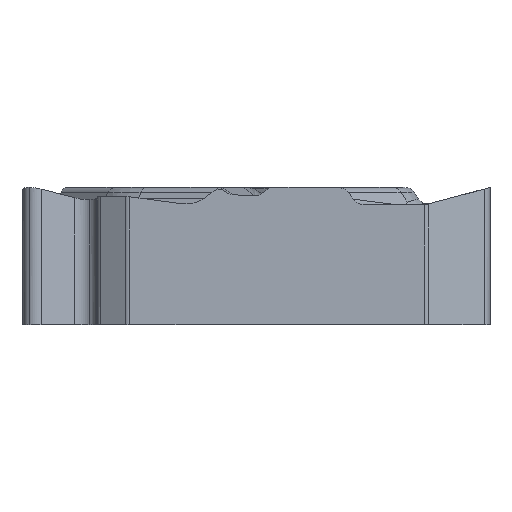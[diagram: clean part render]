
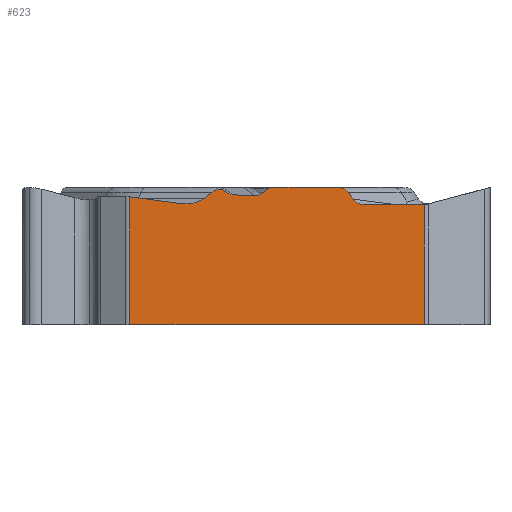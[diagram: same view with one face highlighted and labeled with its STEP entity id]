
A CAD part, left-side view. The second image highlights one B-rep face of the part: STEP entity #623.
In plain terms, the highlighted planar face has unit normal (-1, 0, 0).
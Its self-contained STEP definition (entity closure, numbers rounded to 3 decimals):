
#59=PLANE('',#2196);
#103=FACE_OUTER_BOUND('',#802,.T.);
#214=ELLIPSE('',#2190,0.338,0.32);
#215=ELLIPSE('',#2191,0.39,0.32);
#216=ELLIPSE('',#2192,0.377,0.32);
#217=ELLIPSE('',#2193,0.167,0.15);
#218=ELLIPSE('',#2194,0.64,0.32);
#219=ELLIPSE('',#2195,0.64,0.32);
#274=LINE('',#3442,#445);
#275=LINE('',#3445,#446);
#276=LINE('',#3449,#447);
#277=LINE('',#3453,#448);
#278=LINE('',#3457,#449);
#279=LINE('',#3461,#450);
#280=LINE('',#3474,#451);
#281=LINE('',#3490,#452);
#282=LINE('',#3508,#453);
#283=LINE('',#3512,#454);
#284=LINE('',#3514,#455);
#445=VECTOR('',#2411,1.);
#446=VECTOR('',#2412,1.);
#447=VECTOR('',#2415,1.);
#448=VECTOR('',#2418,1.);
#449=VECTOR('',#2421,1.);
#450=VECTOR('',#2424,1.);
#451=VECTOR('',#2425,1.);
#452=VECTOR('',#2426,1.);
#453=VECTOR('',#2429,1.);
#454=VECTOR('',#2432,1.);
#455=VECTOR('',#2433,1.);
#623=ADVANCED_FACE('',(#103),#59,.F.);
#802=EDGE_LOOP('',(#925,#926,#927,#928,#929,#930,#931,#932,#933,#934,#935,
#936,#937,#938,#939,#940,#941,#942,#943,#944));
#925=ORIENTED_EDGE('',*,*,#1756,.F.);
#926=ORIENTED_EDGE('',*,*,#1757,.T.);
#927=ORIENTED_EDGE('',*,*,#1758,.T.);
#928=ORIENTED_EDGE('',*,*,#1759,.F.);
#929=ORIENTED_EDGE('',*,*,#1760,.T.);
#930=ORIENTED_EDGE('',*,*,#1761,.T.);
#931=ORIENTED_EDGE('',*,*,#1762,.F.);
#932=ORIENTED_EDGE('',*,*,#1763,.F.);
#933=ORIENTED_EDGE('',*,*,#1764,.F.);
#934=ORIENTED_EDGE('',*,*,#1765,.T.);
#935=ORIENTED_EDGE('',*,*,#1766,.T.);
#936=ORIENTED_EDGE('',*,*,#1767,.T.);
#937=ORIENTED_EDGE('',*,*,#1768,.T.);
#938=ORIENTED_EDGE('',*,*,#1769,.T.);
#939=ORIENTED_EDGE('',*,*,#1770,.F.);
#940=ORIENTED_EDGE('',*,*,#1771,.F.);
#941=ORIENTED_EDGE('',*,*,#1772,.F.);
#942=ORIENTED_EDGE('',*,*,#1773,.T.);
#943=ORIENTED_EDGE('',*,*,#1774,.T.);
#944=ORIENTED_EDGE('',*,*,#1775,.T.);
#1553=VERTEX_POINT('',#3443);
#1554=VERTEX_POINT('',#3444);
#1555=VERTEX_POINT('',#3446);
#1556=VERTEX_POINT('',#3448);
#1557=VERTEX_POINT('',#3450);
#1558=VERTEX_POINT('',#3452);
#1559=VERTEX_POINT('',#3454);
#1560=VERTEX_POINT('',#3456);
#1561=VERTEX_POINT('',#3458);
#1562=VERTEX_POINT('',#3460);
#1563=VERTEX_POINT('',#3462);
#1564=VERTEX_POINT('',#3473);
#1565=VERTEX_POINT('',#3475);
#1566=VERTEX_POINT('',#3489);
#1567=VERTEX_POINT('',#3491);
#1568=VERTEX_POINT('',#3505);
#1569=VERTEX_POINT('',#3507);
#1570=VERTEX_POINT('',#3509);
#1571=VERTEX_POINT('',#3511);
#1572=VERTEX_POINT('',#3513);
#1756=EDGE_CURVE('',#1553,#1554,#274,.T.);
#1757=EDGE_CURVE('',#1553,#1555,#275,.T.);
#1758=EDGE_CURVE('',#1555,#1556,#214,.T.);
#1759=EDGE_CURVE('',#1557,#1556,#276,.T.);
#1760=EDGE_CURVE('',#1557,#1558,#215,.T.);
#1761=EDGE_CURVE('',#1558,#1559,#277,.T.);
#1762=EDGE_CURVE('',#1560,#1559,#216,.T.);
#1763=EDGE_CURVE('',#1561,#1560,#278,.T.);
#1764=EDGE_CURVE('',#1562,#1561,#217,.T.);
#1765=EDGE_CURVE('',#1562,#1563,#279,.T.);
#1766=EDGE_CURVE('',#1563,#1564,#2132,.T.);
#1767=EDGE_CURVE('',#1564,#1565,#280,.T.);
#1768=EDGE_CURVE('',#1565,#1566,#2133,.T.);
#1769=EDGE_CURVE('',#1566,#1567,#281,.T.);
#1770=EDGE_CURVE('',#1568,#1567,#2134,.T.);
#1771=EDGE_CURVE('',#1569,#1568,#218,.T.);
#1772=EDGE_CURVE('',#1570,#1569,#282,.T.);
#1773=EDGE_CURVE('',#1570,#1571,#219,.T.);
#1774=EDGE_CURVE('',#1571,#1572,#283,.T.);
#1775=EDGE_CURVE('',#1572,#1554,#284,.T.);
#2132=B_SPLINE_CURVE_WITH_KNOTS('',3,(#3463,#3464,#3465,#3466,#3467,#3468,
#3469,#3470,#3471,#3472),.UNSPECIFIED.,.F.,.F.,(4,3,3,4),(0.,0.474,
0.706,1.),.UNSPECIFIED.);
#2133=B_SPLINE_CURVE_WITH_KNOTS('',3,(#3476,#3477,#3478,#3479,#3480,#3481,
#3482,#3483,#3484,#3485,#3486,#3487,#3488),.UNSPECIFIED.,.F.,.F.,(4,3,3,
3,4),(0.,0.25,0.499,0.746,1.),
 .UNSPECIFIED.);
#2134=B_SPLINE_CURVE_WITH_KNOTS('',3,(#3492,#3493,#3494,#3495,#3496,#3497,
#3498,#3499,#3500,#3501,#3502,#3503,#3504),.UNSPECIFIED.,.F.,.F.,(4,3,3,
3,4),(0.,0.263,0.524,0.907,1.),
 .UNSPECIFIED.);
#2190=AXIS2_PLACEMENT_3D('',#3447,#2413,#2414);
#2191=AXIS2_PLACEMENT_3D('',#3451,#2416,#2417);
#2192=AXIS2_PLACEMENT_3D('',#3455,#2419,#2420);
#2193=AXIS2_PLACEMENT_3D('',#3459,#2422,#2423);
#2194=AXIS2_PLACEMENT_3D('',#3506,#2427,#2428);
#2195=AXIS2_PLACEMENT_3D('',#3510,#2430,#2431);
#2196=AXIS2_PLACEMENT_3D('',#3515,#2434,#2435);
#2411=DIRECTION('',(0.,1.,0.));
#2412=DIRECTION('',(0.,0.,1.));
#2413=DIRECTION('',(1.,0.,0.));
#2414=DIRECTION('',(0.,0.966,-0.259));
#2415=DIRECTION('',(0.,-1.,0.));
#2416=DIRECTION('',(1.,0.,0.));
#2417=DIRECTION('',(0.,0.992,0.125));
#2418=DIRECTION('',(0.,0.608,0.794));
#2419=DIRECTION('',(1.,0.,0.));
#2420=DIRECTION('',(0.,1.,0.));
#2421=DIRECTION('',(0.,-1.,0.));
#2422=DIRECTION('',(1.,0.,0.));
#2423=DIRECTION('',(0.,1.,0.));
#2424=DIRECTION('',(0.,0.794,-0.608));
#2425=DIRECTION('',(0.,0.999,0.049));
#2426=DIRECTION('',(0.,0.757,0.653));
#2427=DIRECTION('',(1.,0.,0.));
#2428=DIRECTION('',(0.,1.,0.));
#2429=DIRECTION('',(0.,-0.792,0.61));
#2430=DIRECTION('',(1.,0.,0.));
#2431=DIRECTION('',(0.,-1.,0.));
#2432=DIRECTION('',(0.,0.991,0.133));
#2433=DIRECTION('',(0.,0.,-1.));
#2434=DIRECTION('',(1.,0.,0.));
#2435=DIRECTION('',(0.,1.,0.));
#3442=CARTESIAN_POINT('',(-4.763,-7.335,-3.97));
#3443=CARTESIAN_POINT('',(-4.762,-5.,-3.97));
#3444=CARTESIAN_POINT('',(-4.763,3.531,-3.97));
#3445=CARTESIAN_POINT('',(-4.762,-5.,0.));
#3446=CARTESIAN_POINT('',(-4.762,-5.,-0.5));
#3447=CARTESIAN_POINT('',(-4.762,-4.996,-0.179));
#3448=CARTESIAN_POINT('',(-4.762,-4.987,-0.5));
#3449=CARTESIAN_POINT('',(-4.763,7.335,-0.5));
#3450=CARTESIAN_POINT('',(-4.763,-3.29,-0.5));
#3451=CARTESIAN_POINT('',(-4.763,-3.271,-0.179));
#3452=CARTESIAN_POINT('',(-4.763,-2.945,-0.341));
#3453=CARTESIAN_POINT('',(-4.763,1.019,4.836));
#3454=CARTESIAN_POINT('',(-4.763,-2.796,-0.146));
#3455=CARTESIAN_POINT('',(-4.763,-2.479,-0.32));
#3456=CARTESIAN_POINT('',(-4.763,-2.479,0.));
#3457=CARTESIAN_POINT('',(-4.763,7.335,0.));
#3458=CARTESIAN_POINT('',(-4.763,-0.581,0.));
#3459=CARTESIAN_POINT('',(-4.763,-0.581,-0.15));
#3460=CARTESIAN_POINT('',(-4.763,-0.473,-0.036));
#3461=CARTESIAN_POINT('',(-4.763,4.43,-3.792));
#3462=CARTESIAN_POINT('',(-4.763,-0.283,-0.181));
#3463=CARTESIAN_POINT('',(-4.763,-0.283,-0.181));
#3464=CARTESIAN_POINT('',(-4.763,-0.257,-0.201));
#3465=CARTESIAN_POINT('',(-4.763,-0.226,-0.217));
#3466=CARTESIAN_POINT('',(-4.763,-0.195,-0.227));
#3467=CARTESIAN_POINT('',(-4.763,-0.179,-0.232));
#3468=CARTESIAN_POINT('',(-4.763,-0.163,-0.236));
#3469=CARTESIAN_POINT('',(-4.763,-0.147,-0.238));
#3470=CARTESIAN_POINT('',(-4.763,-0.126,-0.242));
#3471=CARTESIAN_POINT('',(-4.763,-0.105,-0.243));
#3472=CARTESIAN_POINT('',(-4.763,-0.084,-0.242));
#3473=CARTESIAN_POINT('',(-4.763,-0.084,-0.242));
#3474=CARTESIAN_POINT('',(-4.763,-7.306,-0.593));
#3475=CARTESIAN_POINT('',(-4.763,0.563,-0.21));
#3476=CARTESIAN_POINT('',(-4.763,0.563,-0.21));
#3477=CARTESIAN_POINT('',(-4.763,0.581,-0.209));
#3478=CARTESIAN_POINT('',(-4.763,0.599,-0.207));
#3479=CARTESIAN_POINT('',(-4.763,0.617,-0.203));
#3480=CARTESIAN_POINT('',(-4.763,0.634,-0.199));
#3481=CARTESIAN_POINT('',(-4.763,0.652,-0.194));
#3482=CARTESIAN_POINT('',(-4.763,0.668,-0.187));
#3483=CARTESIAN_POINT('',(-4.763,0.685,-0.18));
#3484=CARTESIAN_POINT('',(-4.763,0.701,-0.172));
#3485=CARTESIAN_POINT('',(-4.763,0.717,-0.163));
#3486=CARTESIAN_POINT('',(-4.763,0.732,-0.153));
#3487=CARTESIAN_POINT('',(-4.763,0.747,-0.142));
#3488=CARTESIAN_POINT('',(-4.763,0.761,-0.13));
#3489=CARTESIAN_POINT('',(-4.763,0.761,-0.13));
#3490=CARTESIAN_POINT('',(-4.763,-3.813,-4.079));
#3491=CARTESIAN_POINT('',(-4.763,0.792,-0.104));
#3492=CARTESIAN_POINT('',(-4.763,0.979,-0.054));
#3493=CARTESIAN_POINT('',(-4.763,0.963,-0.048));
#3494=CARTESIAN_POINT('',(-4.763,0.944,-0.046));
#3495=CARTESIAN_POINT('',(-4.763,0.927,-0.046));
#3496=CARTESIAN_POINT('',(-4.763,0.909,-0.047));
#3497=CARTESIAN_POINT('',(-4.763,0.891,-0.05));
#3498=CARTESIAN_POINT('',(-4.763,0.875,-0.056));
#3499=CARTESIAN_POINT('',(-4.763,0.85,-0.064));
#3500=CARTESIAN_POINT('',(-4.763,0.827,-0.077));
#3501=CARTESIAN_POINT('',(-4.763,0.806,-0.092));
#3502=CARTESIAN_POINT('',(-4.763,0.801,-0.096));
#3503=CARTESIAN_POINT('',(-4.763,0.796,-0.1));
#3504=CARTESIAN_POINT('',(-4.763,0.792,-0.104));
#3505=CARTESIAN_POINT('',(-4.763,0.979,-0.054));
#3506=CARTESIAN_POINT('',(-4.763,0.625,-0.32));
#3507=CARTESIAN_POINT('',(-4.763,1.162,-0.146));
#3508=CARTESIAN_POINT('',(-4.763,-4.243,4.016));
#3509=CARTESIAN_POINT('',(-4.763,1.398,-0.328));
#3510=CARTESIAN_POINT('',(-4.763,1.935,-0.153));
#3511=CARTESIAN_POINT('',(-4.763,2.1,-0.462));
#3512=CARTESIAN_POINT('',(-4.763,-7.108,-1.696));
#3513=CARTESIAN_POINT('',(-4.763,3.531,-0.271));
#3514=CARTESIAN_POINT('',(-4.763,3.531,0.));
#3515=CARTESIAN_POINT('',(-4.763,-7.335,0.));
